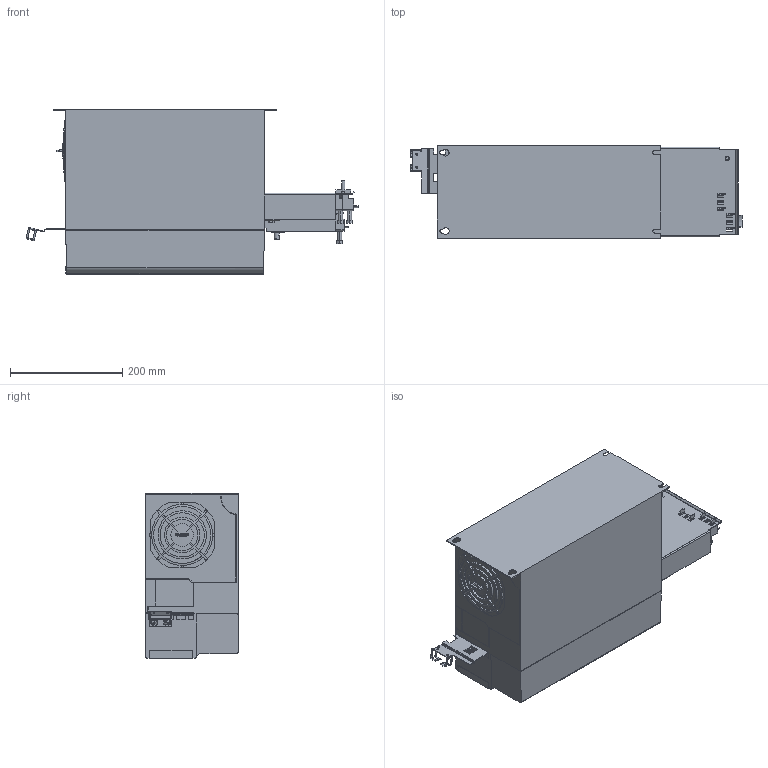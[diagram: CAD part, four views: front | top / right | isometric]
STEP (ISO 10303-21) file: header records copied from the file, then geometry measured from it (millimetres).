
FILE_DESCRIPTION((''),'2;1');
FILE_NAME('MCAD_FA05B_IP20','2022-01-17T11:06:26',('U333300'),('Danfoss Drives A/S'),'CREO PARAMETRIC BY PTC INC, 2019344','CREO PARAMETRIC BY PTC INC, 2019344','');
FILE_SCHEMA(('CONFIG_CONTROL_DESIGN','GEOMETRIC_VALIDATION_PROPERTIES_MIM'));
Products named in the file (1): MCAD_FA05B_IP20
Bounding box: 592.49 x 165 x 295.2 mm (x, y, z)
Volume: 17176956.3 mm3; surface area: 658277.4 mm2
Topology: 1 solids, 1 shells, 1710 faces, 5120 edges, 3497 vertices
Faces by surface type: plane 1279, cylinder 242, extrusion 125, cone 52, revolution 4, sphere 4, torus 4
Entity records: 68155 total; most frequent: CARTESIAN_POINT 12987, ORIENTED_EDGE 10238, DIRECTION 8714, EDGE_CURVE 5119, VECTOR 3856, LINE 3731, VERTEX_POINT 3497, AXIS2_PLACEMENT_3D 2427
